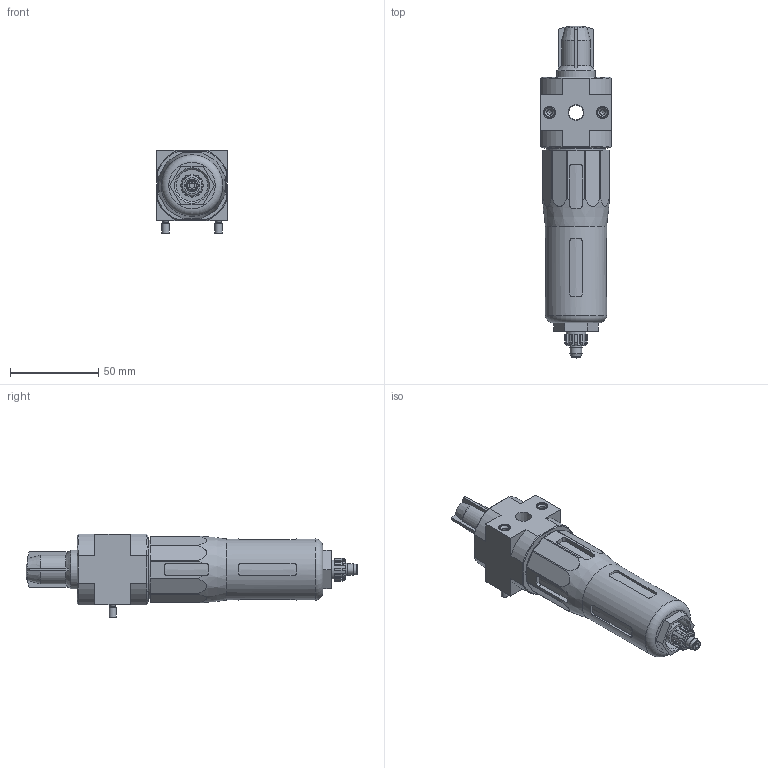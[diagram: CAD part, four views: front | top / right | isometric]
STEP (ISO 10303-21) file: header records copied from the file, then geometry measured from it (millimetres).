
FILE_DESCRIPTION(/* description */ ('STEP AP214'),/* implementation_level */ '2;1');
FILE_NAME(/* name */ '532837_LFMA-D-MINI-DA',/* time_stamp */ '2024-09-03T15:22:08+02:00',/* author */ ('License CC BY-ND 4.0'),/* organization */ ('CADENAS'),/* preprocessor_version */ 'ST-DEVELOPER v19.3',/* originating_system */ 'PARTsolutions',/* authorisation */ ' ');
FILE_SCHEMA (('AUTOMOTIVE_DESIGN {1 0 10303 214 3 1 1}'));
Length unit declared in the file: millimetre
Products named in the file (4): 532837 LFMA-D-MINI-DA; 670975 LFMA-D-MINI-DA; 355622 FRB-D-MINI; 648415 LF
Assembly tree (4 placements, depth 2):
  532837 LFMA-D-MINI-DA
    670975 LFMA-D-MINI-DA
    355622 FRB-D-MINI  x2
    648415 LF
Bounding box: 40 x 188 x 47.3 mm (x, y, z)
Volume: 161742.6 mm3; surface area: 30309.2 mm2
Topology: 4 solids, 4 shells, 291 faces, 752 edges, 489 vertices
Faces by surface type: plane 143, cylinder 95, cone 38, torus 14, sphere 1
Full cylindrical faces by diameter (mm): 2.9 x2, 3 x1, 3.242 x2, 4 x2, 5.2 x2, 5.6 x1, 6 x2, 6.4 x1, 6.8 x1, 7.1 x1, 9 x1, 11 x1, 11.2 x1, 12.2 x1, 12.6 x1, 15.9 x1, 18 x1, 22 x1, 22.2 x1, 34.7 x1, 36 x1, 37 x1
Entity records: 9930 total; most frequent: CARTESIAN_POINT 2019, ORIENTED_EDGE 1330, DIRECTION 1288, EDGE_CURVE 665, AXIS2_PLACEMENT_3D 505, VERTEX_POINT 460, FACE_BOUND 351, EDGE_LOOP 350
